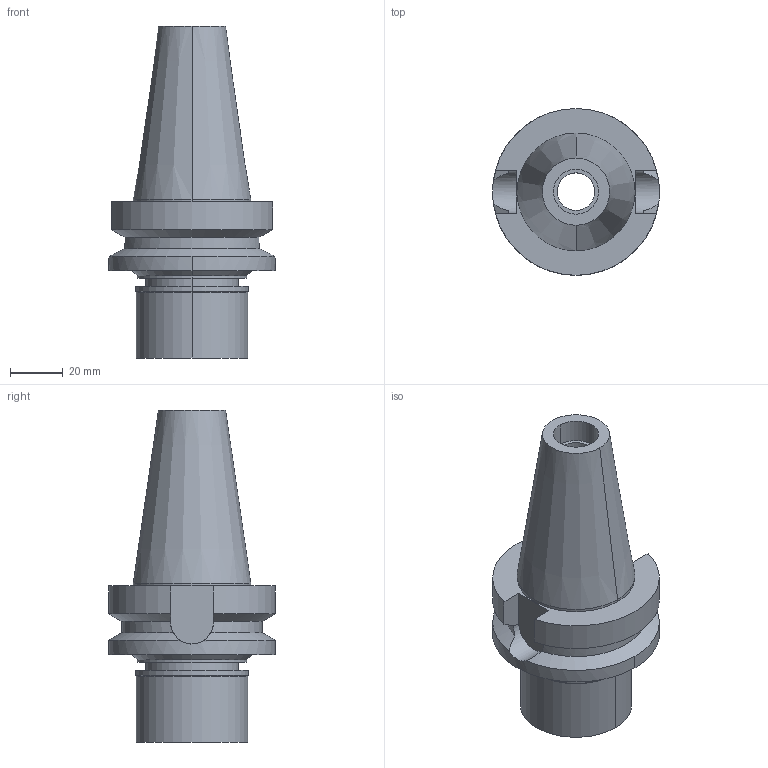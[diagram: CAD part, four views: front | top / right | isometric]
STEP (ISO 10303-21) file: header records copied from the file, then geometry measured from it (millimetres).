
FILE_DESCRIPTION((''),'2;1');
FILE_NAME('BBT40MN16060-160_ASM','2018-05-21T',('ykawabe'),(''),'CREO PARAMETRIC BY PTC INC, 2016380','CREO PARAMETRIC BY PTC INC, 2016380','');
FILE_SCHEMA(('AUTOMOTIVE_DESIGN { 1 0 10303 214 1 1 1 1 }'));
Length unit declared in the file: millimetre
Products named in the file (5): BBT40-MEGA16N-60_1; NBC16-16_1; MGN16_1; DXF_TEMP_ASSY_ASM_4_ASM; BBT40MN16060-160_ASM
Assembly tree (4 placements, depth 3):
  BBT40MN16060-160_ASM
    DXF_TEMP_ASSY_ASM_4_ASM
      BBT40-MEGA16N-60_1
      NBC16-16_1
      MGN16_1
Bounding box: 63 x 63 x 125.4 mm (x, y, z)
Volume: 151475.4 mm3; surface area: 40199.6 mm2
Topology: 3 solids, 3 shells, 91 faces, 209 edges, 139 vertices
Faces by surface type: cylinder 46, plane 27, cone 18
Entity records: 4170 total; most frequent: CARTESIAN_POINT 547, DIRECTION 540, ORIENTED_EDGE 418, AXIS2_PLACEMENT_3D 232, PRESENTATION_STYLE_ASSIGNMENT 217, STYLED_ITEM 217, CURVE_STYLE 214, EDGE_CURVE 209
